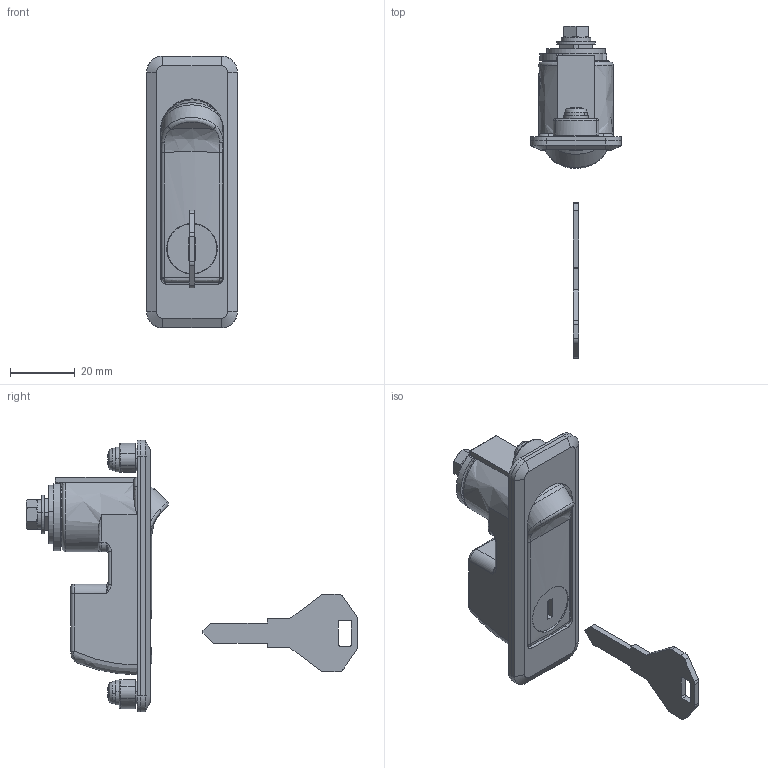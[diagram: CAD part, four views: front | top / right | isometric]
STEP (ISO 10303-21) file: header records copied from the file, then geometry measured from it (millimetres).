
FILE_DESCRIPTION((''),'2;1');
FILE_NAME('','2005-10-12T11:21:02',(''),(''),'','CADfix','');
FILE_SCHEMA(('AUTOMOTIVE_DESIGN'));
Length unit declared in the file: millimetre
Products named in the file (12): screw; bracket; washer; shaft; packing; lock; key; handle; control_cam; bolt; base; THA_405D_3K_No2200_23931_36
Assembly tree (13 placements, depth 2):
  THA_405D_3K_No2200_23931_36
    screw  x2
    bracket  x2
    washer
    shaft
    packing
    lock
    key
    handle
    control_cam
    bolt
    base
Bounding box: 28 x 102.48 x 84 mm (x, y, z)
Volume: 30834.9 mm3; surface area: 26280 mm2
Topology: 13 solids, 13 shells, 446 faces, 1235 edges, 823 vertices
Faces by surface type: bspline 446
Entity records: 15763 total; most frequent: CARTESIAN_POINT 9363, ORIENTED_EDGE 2168, EDGE_CURVE 1084, VERTEX_POINT 727, QUASI_UNIFORM_CURVE 532, EDGE_LOOP 433, FACE_OUTER_BOUND 395, ADVANCED_FACE 395
